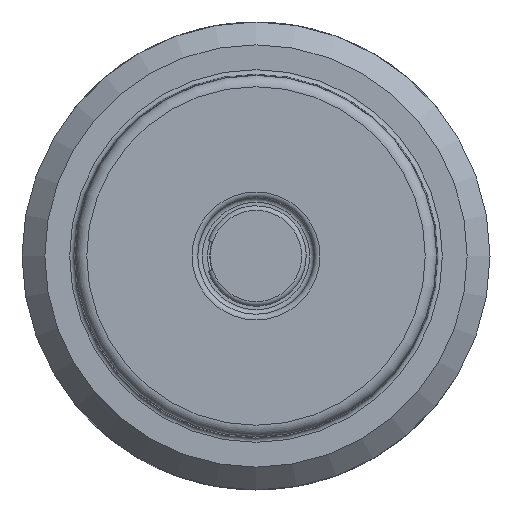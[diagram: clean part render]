
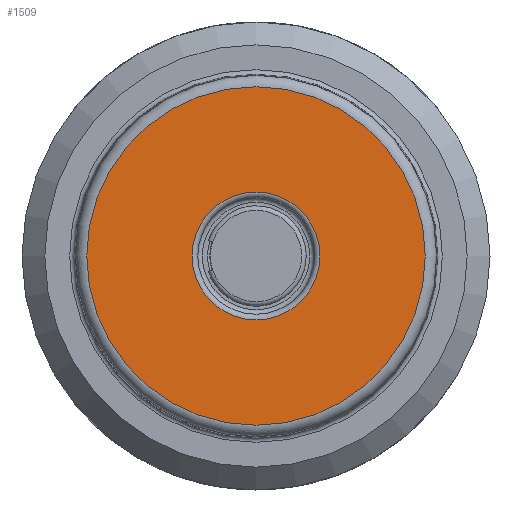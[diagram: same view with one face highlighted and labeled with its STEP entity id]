
A CAD part, left-side view. The second image highlights one B-rep face of the part: STEP entity #1509.
In plain terms, the highlighted planar face has unit normal (-1, 0, 0).
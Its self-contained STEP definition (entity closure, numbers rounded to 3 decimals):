
#1509 = ADVANCED_FACE( '', ( #3063, #3064 ), #3065, .F. );
#3063 = FACE_BOUND( '', #5440, .T. );
#3064 = FACE_OUTER_BOUND( '', #5441, .T. );
#3065 = PLANE( '', #5442 );
#5440 = EDGE_LOOP( '', ( #9617 ) );
#5441 = EDGE_LOOP( '', ( #9618 ) );
#5442 = AXIS2_PLACEMENT_3D( '', #9619, #9620, #9621 );
#9617 = ORIENTED_EDGE( '', *, *, #11003, .T. );
#9618 = ORIENTED_EDGE( '', *, *, #12582, .T. );
#9619 = CARTESIAN_POINT( '', ( -60., 0., 15.822 ) );
#9620 = DIRECTION( '', ( 1., 0., 0. ) );
#9621 = DIRECTION( '', ( 0., 0., -1. ) );
#11003 = EDGE_CURVE( '', #13194, #13194, #13195, .T. );
#12582 = EDGE_CURVE( '', #15576, #15576, #15577, .F. );
#13194 = VERTEX_POINT( '', #16649 );
#13195 = CIRCLE( '', #16650, 5.6 );
#15576 = VERTEX_POINT( '', #20983 );
#15577 = CIRCLE( '', #20984, 14.827 );
#16649 = CARTESIAN_POINT( '', ( -60., 0., -5.6 ) );
#16650 = AXIS2_PLACEMENT_3D( '', #21508, #21509, #21510 );
#20983 = CARTESIAN_POINT( '', ( -60., 0., -14.827 ) );
#20984 = AXIS2_PLACEMENT_3D( '', #22827, #22828, #22829 );
#21508 = CARTESIAN_POINT( '', ( -60., 0., 0. ) );
#21509 = DIRECTION( '', ( 1., 0., 0. ) );
#21510 = DIRECTION( '', ( 0., 0., -1. ) );
#22827 = CARTESIAN_POINT( '', ( -60., 0., 0. ) );
#22828 = DIRECTION( '', ( 1., 0., 0. ) );
#22829 = DIRECTION( '', ( 0., 0., -1. ) );
